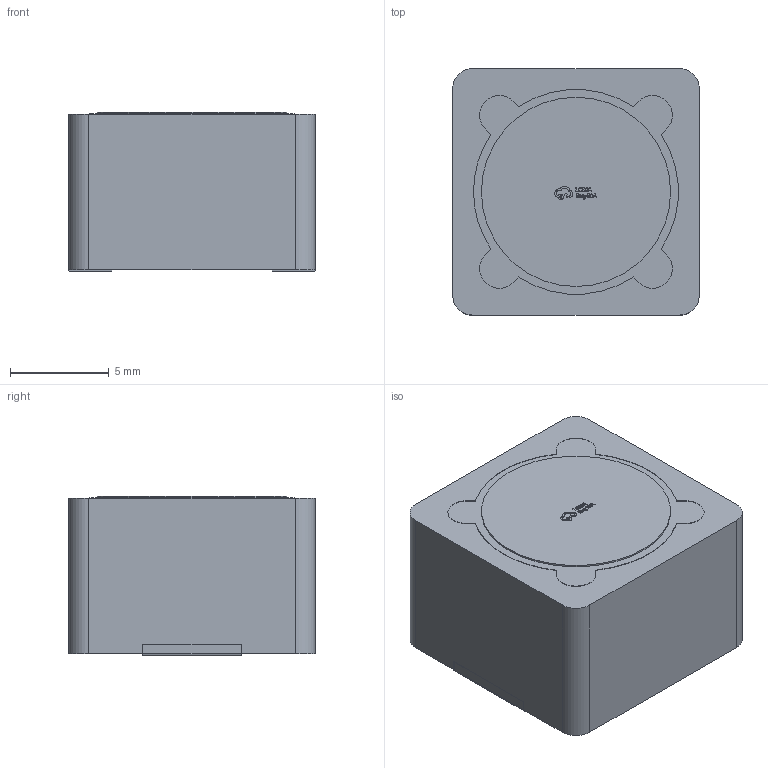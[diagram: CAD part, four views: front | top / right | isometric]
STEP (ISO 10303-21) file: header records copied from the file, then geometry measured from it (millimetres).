
FILE_DESCRIPTION (( 'STEP AP214' ), '1' );
FILE_NAME ('IND-SMD_FTKB1207-6R1NT.STEP', '2025-03-23T09:51:43', ( 'User' ), ( 'China' ), 'SwSTEP 2.0', 'SolidWorks 2020', '' );
FILE_SCHEMA (( 'AUTOMOTIVE_DESIGN' ));
Length unit declared in the file: millimetre
Products named in the file (1): IND-SMD_FTKB1207-6R1NT
Bounding box: 12.52 x 12.5 x 8.11 mm (x, y, z)
Volume: 1237.5 mm3; surface area: 698.3 mm2
Topology: 1 solids, 1 shells, 279 faces, 768 edges, 512 vertices
Faces by surface type: plane 158, bspline 98, cylinder 23
Entity records: 10049 total; most frequent: CARTESIAN_POINT 2870, ORIENTED_EDGE 1536, DIRECTION 978, EDGE_CURVE 768, LINE 522, VECTOR 522, VERTEX_POINT 512, EDGE_LOOP 300
